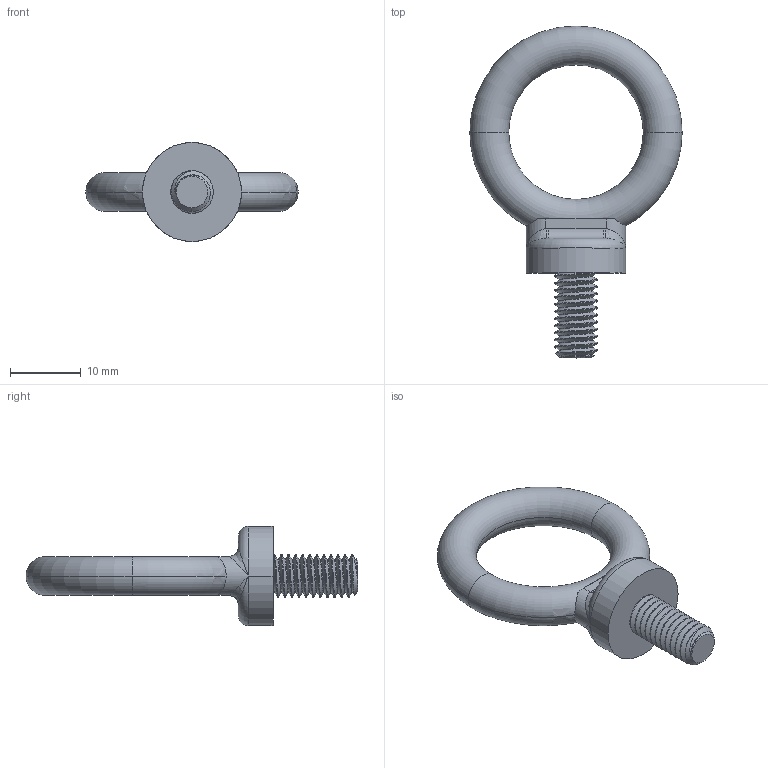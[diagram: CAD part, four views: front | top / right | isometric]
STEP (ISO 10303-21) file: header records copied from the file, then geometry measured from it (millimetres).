
FILE_DESCRIPTION (( 'STEP AP203' ), '1' );
FILE_NAME ('3040T11_Steel Eyebolt -for Lifting.STEP', '2021-07-09T10:37:44', ( 'Administrator' ), ( 'Managed by Terraform' ), 'SwSTEP 2.0', 'SolidWorks 2017', '' );
FILE_SCHEMA (( 'CONFIG_CONTROL_DESIGN' ));
Length unit declared in the file: millimetre
Products named in the file (1): 3040T11_Steel Eyebolt -for Lifting
Bounding box: 30 x 46.9 x 14 mm (x, y, z)
Volume: 2919.3 mm3; surface area: 2076.9 mm2
Topology: 1 solids, 1 shells, 60 faces, 160 edges, 97 vertices
Faces by surface type: cylinder 30, bspline 11, plane 10, torus 6, cone 3
Entity records: 4334 total; most frequent: CARTESIAN_POINT 3024, ORIENTED_EDGE 312, DIRECTION 204, EDGE_CURVE 156, VERTEX_POINT 97, AXIS2_PLACEMENT_3D 82, EDGE_LOOP 61, ADVANCED_FACE 60
